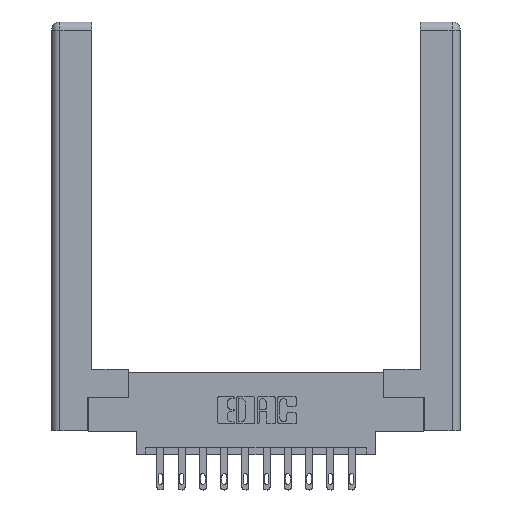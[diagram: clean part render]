
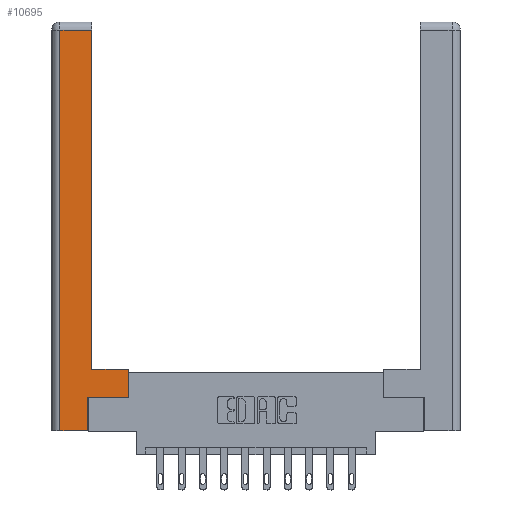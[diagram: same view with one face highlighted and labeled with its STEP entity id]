
A CAD part, top view. The second image highlights one B-rep face of the part: STEP entity #10695.
In plain terms, the highlighted planar face has unit normal (0, 0, 1).
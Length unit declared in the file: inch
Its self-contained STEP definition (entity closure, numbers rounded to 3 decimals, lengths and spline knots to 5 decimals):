
#299 = EDGE_CURVE ( 'NONE', #1488, #1838, #12240, .T. ) ;
#715 = VECTOR ( 'NONE', #12040, 39.37008 ) ;
#777 = DIRECTION ( 'NONE',  ( -1., 0., 0. ) ) ;
#790 = ORIENTED_EDGE ( 'NONE', *, *, #5843, .T. ) ;
#1214 = ORIENTED_EDGE ( 'NONE', *, *, #14260, .T. ) ;
#1488 = VERTEX_POINT ( 'NONE', #6830 ) ;
#1776 = LINE ( 'NONE', #7523, #715 ) ;
#1800 = PLANE ( 'NONE',  #4151 ) ;
#1838 = VERTEX_POINT ( 'NONE', #10074 ) ;
#2092 = VERTEX_POINT ( 'NONE', #2683 ) ;
#2174 = EDGE_LOOP ( 'NONE', ( #11852, #11734, #6583, #6700, #10823, #4029, #790, #1214 ) ) ;
#2545 = CARTESIAN_POINT ( 'NONE',  ( 0.565, 0.45, 0. ) ) ;
#2631 = DIRECTION ( 'NONE',  ( 0., -1., 0. ) ) ;
#2683 = CARTESIAN_POINT ( 'NONE',  ( 0.265, 0.245, 0. ) ) ;
#3037 = DIRECTION ( 'NONE',  ( 0., 0., -1. ) ) ;
#3246 = CARTESIAN_POINT ( 'NONE',  ( 0.0615, 2.94, 0. ) ) ;
#3257 = CARTESIAN_POINT ( 'NONE',  ( 0.565, 0.245, 0. ) ) ;
#3372 = CARTESIAN_POINT ( 'NONE',  ( 0.295, 0.45, 0. ) ) ;
#4029 = ORIENTED_EDGE ( 'NONE', *, *, #7458, .T. ) ;
#4147 = VECTOR ( 'NONE', #10342, 39.37008 ) ;
#4151 = AXIS2_PLACEMENT_3D ( 'NONE', #8569, #3037, #9773 ) ;
#4284 = VECTOR ( 'NONE', #777, 39.37008 ) ;
#4697 = VECTOR ( 'NONE', #7569, 39.37008 ) ;
#4857 = VERTEX_POINT ( 'NONE', #5937 ) ;
#5584 = FACE_OUTER_BOUND ( 'NONE', #2174, .T. ) ;
#5744 = CARTESIAN_POINT ( 'NONE',  ( 0.295, 0.45, 0. ) ) ;
#5843 = EDGE_CURVE ( 'NONE', #9797, #5976, #1776, .T. ) ;
#5920 = VERTEX_POINT ( 'NONE', #6960 ) ;
#5937 = CARTESIAN_POINT ( 'NONE',  ( 0.265, 0., 0. ) ) ;
#5976 = VERTEX_POINT ( 'NONE', #2545 ) ;
#6583 = ORIENTED_EDGE ( 'NONE', *, *, #11773, .T. ) ;
#6700 = ORIENTED_EDGE ( 'NONE', *, *, #12036, .T. ) ;
#6830 = CARTESIAN_POINT ( 'NONE',  ( 0.295, 2.94, 0. ) ) ;
#6947 = DIRECTION ( 'NONE',  ( 0., 1., 0. ) ) ;
#6960 = CARTESIAN_POINT ( 'NONE',  ( 0.0615, 0., 0. ) ) ;
#7128 = LINE ( 'NONE', #8041, #4147 ) ;
#7436 = DIRECTION ( 'NONE',  ( 1., 0., 0. ) ) ;
#7440 = LINE ( 'NONE', #5744, #7620 ) ;
#7458 = EDGE_CURVE ( 'NONE', #2092, #9797, #10563, .T. ) ;
#7523 = CARTESIAN_POINT ( 'NONE',  ( 0.565, 0.45, 0. ) ) ;
#7569 = DIRECTION ( 'NONE',  ( 1., 0., 0. ) ) ;
#7620 = VECTOR ( 'NONE', #10151, 39.37008 ) ;
#7783 = CARTESIAN_POINT ( 'NONE',  ( 0.565, 0.245, 0. ) ) ;
#8041 = CARTESIAN_POINT ( 'NONE',  ( 0.265, 0.245, 0. ) ) ;
#8569 = CARTESIAN_POINT ( 'NONE',  ( 0., 0., 0. ) ) ;
#9054 = VECTOR ( 'NONE', #7436, 39.37008 ) ;
#9773 = DIRECTION ( 'NONE',  ( -1., 0., 0. ) ) ;
#9797 = VERTEX_POINT ( 'NONE', #7783 ) ;
#10074 = CARTESIAN_POINT ( 'NONE',  ( 0.0615, 2.94, 0. ) ) ;
#10151 = DIRECTION ( 'NONE',  ( -1., 0., 0. ) ) ;
#10274 = CARTESIAN_POINT ( 'NONE',  ( 0.295, 3., 0. ) ) ;
#10342 = DIRECTION ( 'NONE',  ( 0., 1., 0. ) ) ;
#10563 = LINE ( 'NONE', #3257, #4697 ) ;
#10695 = ADVANCED_FACE ( 'NONE', ( #5584 ), #1800, .F. ) ;
#10823 = ORIENTED_EDGE ( 'NONE', *, *, #12206, .T. ) ;
#10885 = VECTOR ( 'NONE', #6947, 39.37008 ) ;
#10938 = VERTEX_POINT ( 'NONE', #3372 ) ;
#11562 = LINE ( 'NONE', #10274, #10885 ) ;
#11734 = ORIENTED_EDGE ( 'NONE', *, *, #299, .T. ) ;
#11762 = LINE ( 'NONE', #12930, #9054 ) ;
#11773 = EDGE_CURVE ( 'NONE', #1838, #5920, #13542, .T. ) ;
#11852 = ORIENTED_EDGE ( 'NONE', *, *, #12270, .T. ) ;
#12036 = EDGE_CURVE ( 'NONE', #5920, #4857, #11762, .T. ) ;
#12040 = DIRECTION ( 'NONE',  ( 0., 1., 0. ) ) ;
#12206 = EDGE_CURVE ( 'NONE', #4857, #2092, #7128, .T. ) ;
#12240 = LINE ( 'NONE', #3246, #4284 ) ;
#12270 = EDGE_CURVE ( 'NONE', #10938, #1488, #11562, .T. ) ;
#12930 = CARTESIAN_POINT ( 'NONE',  ( 0.265, 0., 0. ) ) ;
#13542 = LINE ( 'NONE', #13694, #14420 ) ;
#13694 = CARTESIAN_POINT ( 'NONE',  ( 0.0615, 0., 0. ) ) ;
#14260 = EDGE_CURVE ( 'NONE', #5976, #10938, #7440, .T. ) ;
#14420 = VECTOR ( 'NONE', #2631, 39.37008 ) ;
